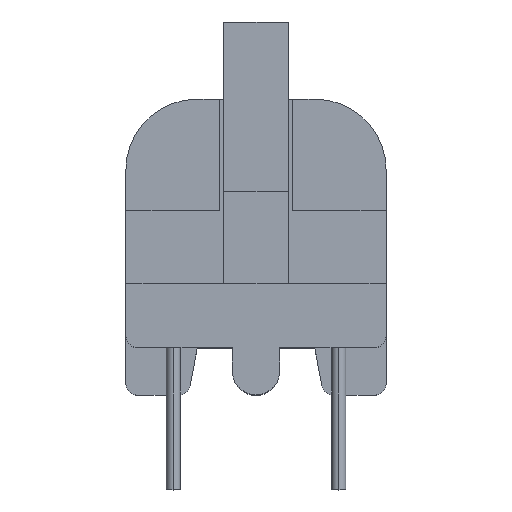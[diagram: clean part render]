
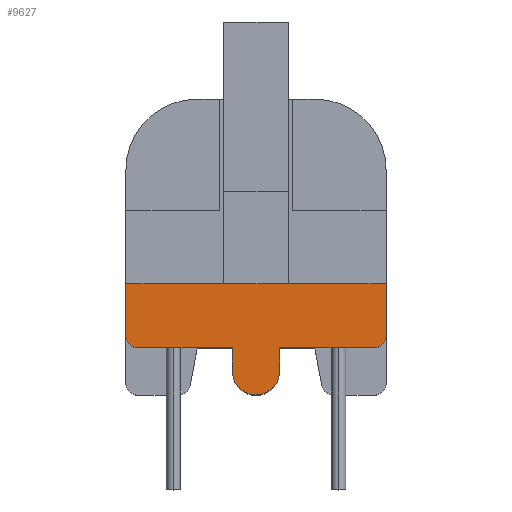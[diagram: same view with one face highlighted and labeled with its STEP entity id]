
A CAD part, top view. The second image highlights one B-rep face of the part: STEP entity #9627.
In plain terms, the highlighted planar face has unit normal (0, 0, 1).
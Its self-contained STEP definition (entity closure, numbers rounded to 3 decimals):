
#131 = CARTESIAN_POINT ( 'NONE',  ( -5.5, 2.5, 6.2 ) ) ;
#212 = ORIENTED_EDGE ( 'NONE', *, *, #3603, .T. ) ;
#366 = EDGE_CURVE ( 'NONE', #13308, #10307, #18798, .T. ) ;
#921 = LINE ( 'NONE', #14977, #4819 ) ;
#1120 = CARTESIAN_POINT ( 'NONE',  ( 0., 1., 6.2 ) ) ;
#1166 = VERTEX_POINT ( 'NONE', #17454 ) ;
#1601 = VERTEX_POINT ( 'NONE', #11285 ) ;
#1944 = EDGE_CURVE ( 'NONE', #10307, #10853, #921, .T. ) ;
#2033 = ORIENTED_EDGE ( 'NONE', *, *, #14535, .F. ) ;
#2284 = EDGE_CURVE ( 'NONE', #3448, #10853, #13779, .T. ) ;
#2461 = LINE ( 'NONE', #12056, #10710 ) ;
#2543 = AXIS2_PLACEMENT_3D ( 'NONE', #17956, #8668, #19463 ) ;
#2658 = CARTESIAN_POINT ( 'NONE',  ( 1.369, 4.7, 6.2 ) ) ;
#2676 = DIRECTION ( 'NONE',  ( 1., 0., 0. ) ) ;
#2804 = ORIENTED_EDGE ( 'NONE', *, *, #9215, .F. ) ;
#2906 = CARTESIAN_POINT ( 'NONE',  ( 5.5, 4.7, 6.2 ) ) ;
#2941 = AXIS2_PLACEMENT_3D ( 'NONE', #6953, #17820, #8527 ) ;
#3029 = DIRECTION ( 'NONE',  ( 1., 0., 0. ) ) ;
#3231 = CARTESIAN_POINT ( 'NONE',  ( -5.5, 2., 6.2 ) ) ;
#3448 = VERTEX_POINT ( 'NONE', #12959 ) ;
#3476 = CARTESIAN_POINT ( 'NONE',  ( 1., 2., 6.2 ) ) ;
#3603 = EDGE_CURVE ( 'NONE', #16150, #1601, #11721, .T. ) ;
#3606 = VECTOR ( 'NONE', #4806, 1000. ) ;
#3617 = ORIENTED_EDGE ( 'NONE', *, *, #15925, .F. ) ;
#3653 = CARTESIAN_POINT ( 'NONE',  ( -5.5, 12.5, 6.2 ) ) ;
#3741 = EDGE_LOOP ( 'NONE', ( #5486, #11946, #3617, #7414, #212, #12565, #10830, #2033, #8830, #2804, #9072, #16410 ) ) ;
#4394 = DIRECTION ( 'NONE',  ( 0., -1., 0. ) ) ;
#4459 = CARTESIAN_POINT ( 'NONE',  ( 5.5, 12.5, 6.2 ) ) ;
#4806 = DIRECTION ( 'NONE',  ( -1., 0., 0. ) ) ;
#4819 = VECTOR ( 'NONE', #18082, 1000. ) ;
#5133 = EDGE_CURVE ( 'NONE', #13991, #17828, #15272, .T. ) ;
#5214 = DIRECTION ( 'NONE',  ( -1., 0., 0. ) ) ;
#5486 = ORIENTED_EDGE ( 'NONE', *, *, #366, .F. ) ;
#5676 = LINE ( 'NONE', #17794, #9832 ) ;
#6668 = DIRECTION ( 'NONE',  ( 0., 1., 0. ) ) ;
#6910 = LINE ( 'NONE', #15511, #11031 ) ;
#6927 = DIRECTION ( 'NONE',  ( 1., 0., 0. ) ) ;
#6953 = CARTESIAN_POINT ( 'NONE',  ( 5., 2.5, 6.2 ) ) ;
#7414 = ORIENTED_EDGE ( 'NONE', *, *, #16579, .F. ) ;
#7594 = VECTOR ( 'NONE', #18115, 1000. ) ;
#7818 = DIRECTION ( 'NONE',  ( 0., -1., 0. ) ) ;
#8076 = VERTEX_POINT ( 'NONE', #9261 ) ;
#8312 = VERTEX_POINT ( 'NONE', #2658 ) ;
#8527 = DIRECTION ( 'NONE',  ( 1., 0., 0. ) ) ;
#8668 = DIRECTION ( 'NONE',  ( 0., 0., -1. ) ) ;
#8776 = LINE ( 'NONE', #4459, #12880 ) ;
#8830 = ORIENTED_EDGE ( 'NONE', *, *, #13048, .T. ) ;
#8838 = CARTESIAN_POINT ( 'NONE',  ( -5.5, 4.7, 6.2 ) ) ;
#9072 = ORIENTED_EDGE ( 'NONE', *, *, #2284, .T. ) ;
#9215 = EDGE_CURVE ( 'NONE', #3448, #8076, #14017, .T. ) ;
#9261 = CARTESIAN_POINT ( 'NONE',  ( -1., 1., 6.2 ) ) ;
#9627 = ADVANCED_FACE ( 'NONE', ( #14728 ), #14466, .F. ) ;
#9671 = VECTOR ( 'NONE', #6668, 1000. ) ;
#9832 = VECTOR ( 'NONE', #6927, 1000. ) ;
#10307 = VERTEX_POINT ( 'NONE', #10533 ) ;
#10533 = CARTESIAN_POINT ( 'NONE',  ( 5., 2., 6.2 ) ) ;
#10710 = VECTOR ( 'NONE', #13699, 1000. ) ;
#10788 = AXIS2_PLACEMENT_3D ( 'NONE', #1120, #11936, #2676 ) ;
#10801 = VERTEX_POINT ( 'NONE', #2906 ) ;
#10830 = ORIENTED_EDGE ( 'NONE', *, *, #5133, .F. ) ;
#10852 = CARTESIAN_POINT ( 'NONE',  ( -5., 2., 6.2 ) ) ;
#10853 = VERTEX_POINT ( 'NONE', #12370 ) ;
#11031 = VECTOR ( 'NONE', #7818, 1000. ) ;
#11285 = CARTESIAN_POINT ( 'NONE',  ( -5.5, 4.7, 6.2 ) ) ;
#11721 = LINE ( 'NONE', #8838, #7594 ) ;
#11936 = DIRECTION ( 'NONE',  ( 0., 0., -1. ) ) ;
#11946 = ORIENTED_EDGE ( 'NONE', *, *, #18641, .F. ) ;
#11979 = LINE ( 'NONE', #18416, #19721 ) ;
#12056 = CARTESIAN_POINT ( 'NONE',  ( -5.5, 12.5, 6.2 ) ) ;
#12370 = CARTESIAN_POINT ( 'NONE',  ( 1., 2., 6.2 ) ) ;
#12565 = ORIENTED_EDGE ( 'NONE', *, *, #18621, .T. ) ;
#12880 = VECTOR ( 'NONE', #4394, 1000. ) ;
#12959 = CARTESIAN_POINT ( 'NONE',  ( 1., 1., 6.2 ) ) ;
#13048 = EDGE_CURVE ( 'NONE', #1166, #8076, #6910, .T. ) ;
#13308 = VERTEX_POINT ( 'NONE', #16261 ) ;
#13699 = DIRECTION ( 'NONE',  ( 0., -1., 0. ) ) ;
#13779 = LINE ( 'NONE', #3476, #9671 ) ;
#13991 = VERTEX_POINT ( 'NONE', #10852 ) ;
#14017 = CIRCLE ( 'NONE', #10788, 1. ) ;
#14466 = PLANE ( 'NONE',  #17294 ) ;
#14535 = EDGE_CURVE ( 'NONE', #1166, #13991, #16003, .T. ) ;
#14540 = DIRECTION ( 'NONE',  ( 0., 0., -1. ) ) ;
#14728 = FACE_OUTER_BOUND ( 'NONE', #3741, .T. ) ;
#14977 = CARTESIAN_POINT ( 'NONE',  ( -5.5, 2., 6.2 ) ) ;
#15272 = CIRCLE ( 'NONE', #2543, 0.5 ) ;
#15511 = CARTESIAN_POINT ( 'NONE',  ( -1., 2., 6.2 ) ) ;
#15925 = EDGE_CURVE ( 'NONE', #8312, #10801, #11979, .T. ) ;
#16003 = LINE ( 'NONE', #3231, #3606 ) ;
#16150 = VERTEX_POINT ( 'NONE', #19000 ) ;
#16261 = CARTESIAN_POINT ( 'NONE',  ( 5.5, 2.5, 6.2 ) ) ;
#16410 = ORIENTED_EDGE ( 'NONE', *, *, #1944, .F. ) ;
#16579 = EDGE_CURVE ( 'NONE', #16150, #8312, #5676, .T. ) ;
#17294 = AXIS2_PLACEMENT_3D ( 'NONE', #3653, #14540, #5214 ) ;
#17454 = CARTESIAN_POINT ( 'NONE',  ( -1., 2., 6.2 ) ) ;
#17794 = CARTESIAN_POINT ( 'NONE',  ( -5.5, 4.7, 6.2 ) ) ;
#17820 = DIRECTION ( 'NONE',  ( 0., 0., -1. ) ) ;
#17828 = VERTEX_POINT ( 'NONE', #131 ) ;
#17956 = CARTESIAN_POINT ( 'NONE',  ( -5., 2.5, 6.2 ) ) ;
#18082 = DIRECTION ( 'NONE',  ( -1., 0., 0. ) ) ;
#18115 = DIRECTION ( 'NONE',  ( -1., 0., 0. ) ) ;
#18416 = CARTESIAN_POINT ( 'NONE',  ( -5.5, 4.7, 6.2 ) ) ;
#18621 = EDGE_CURVE ( 'NONE', #1601, #17828, #2461, .T. ) ;
#18641 = EDGE_CURVE ( 'NONE', #10801, #13308, #8776, .T. ) ;
#18798 = CIRCLE ( 'NONE', #2941, 0.5 ) ;
#19000 = CARTESIAN_POINT ( 'NONE',  ( -1.369, 4.7, 6.2 ) ) ;
#19463 = DIRECTION ( 'NONE',  ( 1., 0., 0. ) ) ;
#19721 = VECTOR ( 'NONE', #3029, 1000. ) ;
